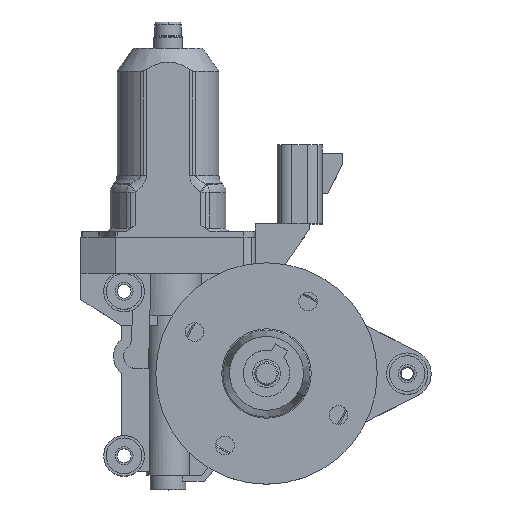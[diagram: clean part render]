
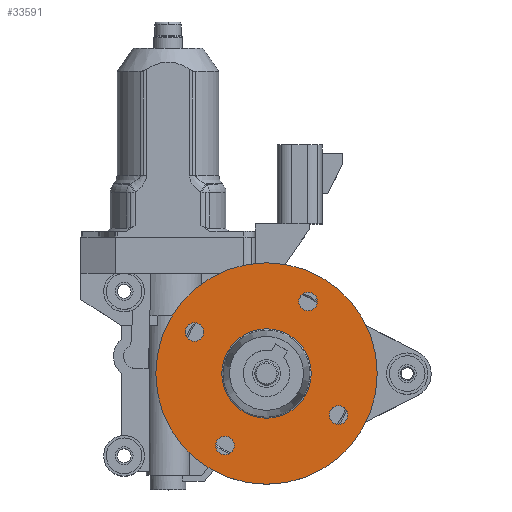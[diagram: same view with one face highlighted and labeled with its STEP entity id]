
A CAD part, top view. The second image highlights one B-rep face of the part: STEP entity #33591.
In plain terms, the highlighted face is planar.
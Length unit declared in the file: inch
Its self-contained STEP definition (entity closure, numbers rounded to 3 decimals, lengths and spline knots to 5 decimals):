
#32650=CARTESIAN_POINT('',(-1.5,0.,-0.125));
#32651=VERTEX_POINT('',#32650);
#32660=CARTESIAN_POINT('',(1.5,0.,-0.125));
#32661=VERTEX_POINT('',#32660);
#32662=CARTESIAN_POINT('',(0.0,0.0,-0.125));
#32663=DIRECTION('',(0.0,0.0,1.0));
#32664=DIRECTION('',(-1.0,0.0,0.0));
#32665=AXIS2_PLACEMENT_3D('',#32662,#32663,#32664);
#32666=CIRCLE('',#32665,1.5);
#32667=EDGE_CURVE('',#32651,#32661,#32666,.T.);
#32713=CARTESIAN_POINT('',(0.125,1.125,-0.125));
#32714=VERTEX_POINT('',#32713);
#32723=CARTESIAN_POINT('',(-0.125,1.125,-0.125));
#32724=VERTEX_POINT('',#32723);
#32725=CARTESIAN_POINT('',(0.,1.125,-0.125));
#32726=DIRECTION('',(0.0,0.0,1.0));
#32727=DIRECTION('',(1.0,0.0,0.0));
#32728=AXIS2_PLACEMENT_3D('',#32725,#32726,#32727);
#32729=CIRCLE('',#32728,0.125);
#32730=EDGE_CURVE('',#32724,#32714,#32729,.T.);
#32776=CARTESIAN_POINT('',(1.125,-0.125,-0.125));
#32777=VERTEX_POINT('',#32776);
#32786=CARTESIAN_POINT('',(1.125,0.125,-0.125));
#32787=VERTEX_POINT('',#32786);
#32788=CARTESIAN_POINT('',(1.125,0.,-0.125));
#32789=DIRECTION('',(0.0,0.0,1.0));
#32790=DIRECTION('',(0.0,-1.0,0.0));
#32791=AXIS2_PLACEMENT_3D('',#32788,#32789,#32790);
#32792=CIRCLE('',#32791,0.125);
#32793=EDGE_CURVE('',#32787,#32777,#32792,.T.);
#32839=CARTESIAN_POINT('',(-1.125,0.125,-0.125));
#32840=VERTEX_POINT('',#32839);
#32849=CARTESIAN_POINT('',(-1.125,-0.125,-0.125));
#32850=VERTEX_POINT('',#32849);
#32851=CARTESIAN_POINT('',(-1.125,0.,-0.125));
#32852=DIRECTION('',(0.0,0.0,1.0));
#32853=DIRECTION('',(0.0,1.0,0.0));
#32854=AXIS2_PLACEMENT_3D('',#32851,#32852,#32853);
#32855=CIRCLE('',#32854,0.125);
#32856=EDGE_CURVE('',#32850,#32840,#32855,.T.);
#32902=CARTESIAN_POINT('',(-0.125,-1.125,-0.125));
#32903=VERTEX_POINT('',#32902);
#32912=CARTESIAN_POINT('',(0.125,-1.125,-0.125));
#32913=VERTEX_POINT('',#32912);
#32914=CARTESIAN_POINT('',(0.,-1.125,-0.125));
#32915=DIRECTION('',(0.0,0.0,1.0));
#32916=DIRECTION('',(-1.0,0.0,0.0));
#32917=AXIS2_PLACEMENT_3D('',#32914,#32915,#32916);
#32918=CIRCLE('',#32917,0.125);
#32919=EDGE_CURVE('',#32913,#32903,#32918,.T.);
#33139=CARTESIAN_POINT('',(-0.60583,0.,-0.125));
#33140=VERTEX_POINT('',#33139);
#33149=CARTESIAN_POINT('',(0.60583,0.,-0.125));
#33150=VERTEX_POINT('',#33149);
#33158=CARTESIAN_POINT('',(0.0,0.0,-0.125));
#33159=DIRECTION('',(0.0,0.0,-1.0));
#33160=DIRECTION('',(1.0,0.0,0.0));
#33161=AXIS2_PLACEMENT_3D('',#33158,#33159,#33160);
#33162=CIRCLE('',#33161,0.60583);
#33163=EDGE_CURVE('',#33150,#33140,#33162,.T.);
#33496=CARTESIAN_POINT('',(0.0,0.0,-0.125));
#33497=DIRECTION('',(0.0,0.0,-1.0));
#33498=DIRECTION('',(1.0,0.0,0.0));
#33499=AXIS2_PLACEMENT_3D('',#33496,#33497,#33498);
#33500=CIRCLE('',#33499,0.60583);
#33501=EDGE_CURVE('',#33140,#33150,#33500,.T.);
#33532=CARTESIAN_POINT('',(0.0,0.0,-0.125));
#33533=DIRECTION('',(0.0,0.0,-1.0));
#33534=DIRECTION('',(-1.0,0.0,0.0));
#33535=AXIS2_PLACEMENT_3D('',#33532,#33533,#33534);
#33536=PLANE('',#33535);
#33537=CARTESIAN_POINT('',(0.0,0.0,-0.125));
#33538=DIRECTION('',(0.0,0.0,1.0));
#33539=DIRECTION('',(-1.0,0.0,0.0));
#33540=AXIS2_PLACEMENT_3D('',#33537,#33538,#33539);
#33541=CIRCLE('',#33540,1.5);
#33542=EDGE_CURVE('',#32661,#32651,#33541,.T.);
#33543=ORIENTED_EDGE('',*,*,#33542,.F.);
#33544=ORIENTED_EDGE('',*,*,#32667,.F.);
#33545=EDGE_LOOP('',(#33543,#33544));
#33546=FACE_OUTER_BOUND('',#33545,.T.);
#33547=ORIENTED_EDGE('',*,*,#32730,.T.);
#33548=CARTESIAN_POINT('',(0.,1.125,-0.125));
#33549=DIRECTION('',(0.0,0.0,1.0));
#33550=DIRECTION('',(1.0,0.0,0.0));
#33551=AXIS2_PLACEMENT_3D('',#33548,#33549,#33550);
#33552=CIRCLE('',#33551,0.125);
#33553=EDGE_CURVE('',#32714,#32724,#33552,.T.);
#33554=ORIENTED_EDGE('',*,*,#33553,.T.);
#33555=EDGE_LOOP('',(#33547,#33554));
#33556=FACE_BOUND('',#33555,.T.);
#33557=ORIENTED_EDGE('',*,*,#32793,.T.);
#33558=CARTESIAN_POINT('',(1.125,0.,-0.125));
#33559=DIRECTION('',(0.0,0.0,1.0));
#33560=DIRECTION('',(0.0,-1.0,0.0));
#33561=AXIS2_PLACEMENT_3D('',#33558,#33559,#33560);
#33562=CIRCLE('',#33561,0.125);
#33563=EDGE_CURVE('',#32777,#32787,#33562,.T.);
#33564=ORIENTED_EDGE('',*,*,#33563,.T.);
#33565=EDGE_LOOP('',(#33557,#33564));
#33566=FACE_BOUND('',#33565,.T.);
#33567=ORIENTED_EDGE('',*,*,#32856,.T.);
#33568=CARTESIAN_POINT('',(-1.125,0.,-0.125));
#33569=DIRECTION('',(0.0,0.0,1.0));
#33570=DIRECTION('',(0.0,1.0,0.0));
#33571=AXIS2_PLACEMENT_3D('',#33568,#33569,#33570);
#33572=CIRCLE('',#33571,0.125);
#33573=EDGE_CURVE('',#32840,#32850,#33572,.T.);
#33574=ORIENTED_EDGE('',*,*,#33573,.T.);
#33575=EDGE_LOOP('',(#33567,#33574));
#33576=FACE_BOUND('',#33575,.T.);
#33577=ORIENTED_EDGE('',*,*,#32919,.T.);
#33578=CARTESIAN_POINT('',(0.,-1.125,-0.125));
#33579=DIRECTION('',(0.0,0.0,1.0));
#33580=DIRECTION('',(-1.0,0.0,0.0));
#33581=AXIS2_PLACEMENT_3D('',#33578,#33579,#33580);
#33582=CIRCLE('',#33581,0.125);
#33583=EDGE_CURVE('',#32903,#32913,#33582,.T.);
#33584=ORIENTED_EDGE('',*,*,#33583,.T.);
#33585=EDGE_LOOP('',(#33577,#33584));
#33586=FACE_BOUND('',#33585,.T.);
#33587=ORIENTED_EDGE('',*,*,#33501,.F.);
#33588=ORIENTED_EDGE('',*,*,#33163,.F.);
#33589=EDGE_LOOP('',(#33587,#33588));
#33590=FACE_BOUND('',#33589,.T.);
#33591=ADVANCED_FACE('',(#33546,#33556,#33566,#33576,#33586,#33590),#33536,.T.);
